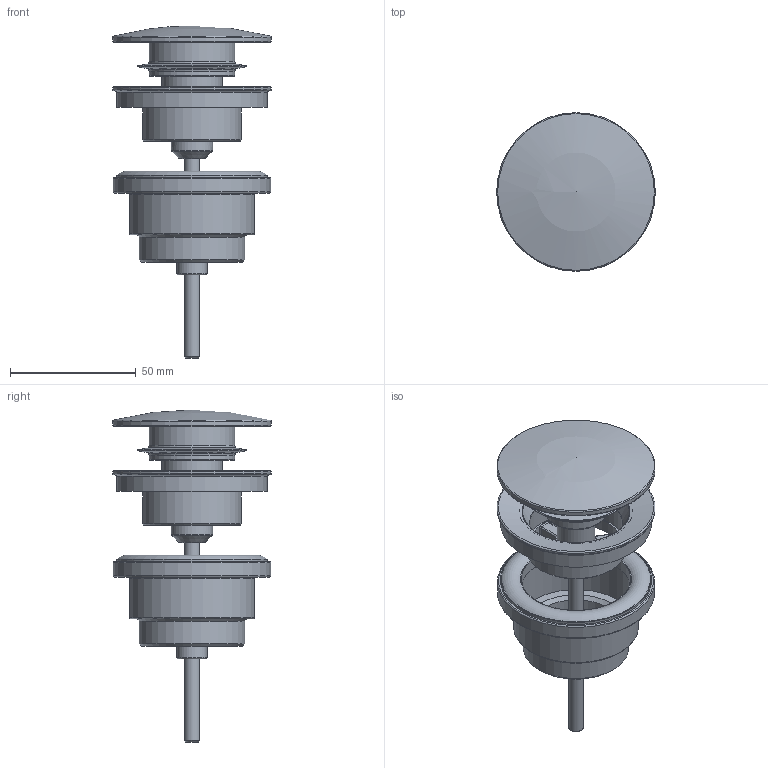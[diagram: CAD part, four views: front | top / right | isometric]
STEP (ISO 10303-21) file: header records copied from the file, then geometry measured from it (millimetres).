
FILE_DESCRIPTION(/* description */ ('Unknown'),/* implementation_level */ '2;1');
FILE_NAME(/* name */ 'P710',/* time_stamp */ '2016-05-23T12:23:53+02:00',/* author */ ('Unknown'),/* organization */ ('Unknown'),/* preprocessor_version */ 'ST-DEVELOPER v16.7',/* originating_system */ 'DEX',/* authorisation */ $);
FILE_SCHEMA (('AUTOMOTIVE_DESIGN {1 0 10303 214 3 1 1}'));
Length unit declared in the file: millimetre
Products named in the file (7): P710; corpo piletta; guarnizione piletta; guarnizione gomma spugna; piletta; tappo clickclack; 222801-6x80
Assembly tree (6 placements, depth 2):
  P710
    corpo piletta
    guarnizione piletta
    guarnizione gomma spugna
    piletta
    tappo clickclack
    222801-6x80
Bounding box: 63 x 63 x 131.9 mm (x, y, z)
Volume: 72224.6 mm3; surface area: 46405.9 mm2
Topology: 6 solids, 7 shells, 187 faces, 430 edges, 263 vertices
Faces by surface type: cylinder 61, plane 51, torus 33, cone 22, bspline 18, sphere 2
Full cylindrical faces by diameter (mm): 1.333 x1, 4.917 x1, 6 x1, 7 x1, 12 x3, 13 x2, 15 x1, 16.4 x1, 24 x1, 34 x2, 35 x1, 35.8 x1, 36 x1, 37 x1, 39.3 x1, 41.91 x1, 43 x1, 43.5 x1, 45 x1, 46 x1, 49.7 x1, 60 x3, 62.5 x1, 63 x2
Entity records: 6206 total; most frequent: CARTESIAN_POINT 1523, DIRECTION 822, ORIENTED_EDGE 650, AXIS2_PLACEMENT_3D 363, EDGE_CURVE 325, FACE_BOUND 294, EDGE_LOOP 293, VERTEX_POINT 239
